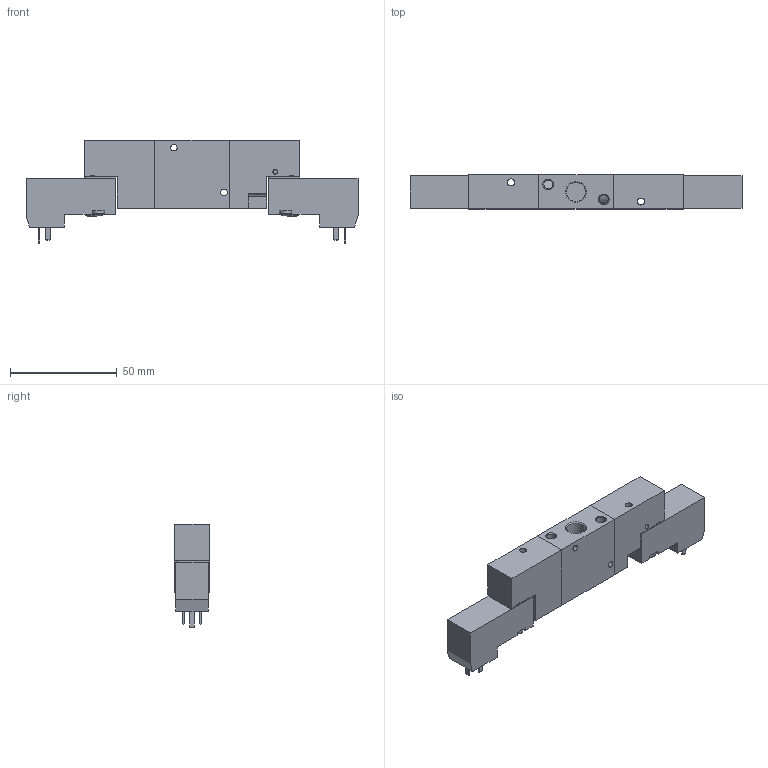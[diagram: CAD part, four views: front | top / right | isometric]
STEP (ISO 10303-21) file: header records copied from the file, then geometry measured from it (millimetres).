
FILE_DESCRIPTION (( 'STEP AP203' ), '1' );
FILE_NAME ('05.242.4..STEP', '2018-12-12T13:36:16', ( '' ), ( '' ), 'SwSTEP 2.0', 'SolidWorks 2016', '' );
FILE_SCHEMA (( 'CONFIG_CONTROL_DESIGN' ));
Length unit declared in the file: millimetre
Products named in the file (1): 05.242.4.
Bounding box: 155.8 x 16 x 48.6 mm (x, y, z)
Volume: 64200.1 mm3; surface area: 21465.4 mm2
Topology: 1 solids, 6 shells, 560 faces, 1388 edges, 852 vertices
Faces by surface type: plane 320, cylinder 122, cone 76, torus 30, sphere 12
Entity records: 16867 total; most frequent: CARTESIAN_POINT 3281, DIRECTION 2958, ORIENTED_EDGE 2760, EDGE_CURVE 1380, AXIS2_PLACEMENT_3D 1097, VERTEX_POINT 852, LINE 764, VECTOR 764
